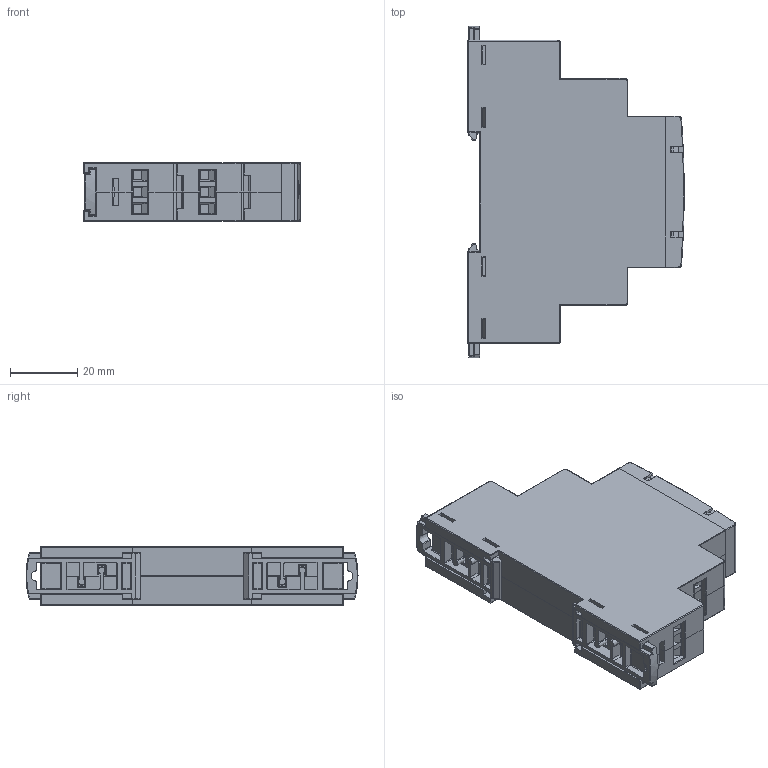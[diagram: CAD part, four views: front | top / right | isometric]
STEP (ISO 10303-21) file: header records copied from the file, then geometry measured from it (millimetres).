
FILE_DESCRIPTION (( 'STEP AP214' ), '1' );
FILE_NAME ('RPC-3MD-UNI.STEP', '2017-07-07T09:21:06', ( '' ), ( '' ), 'SwSTEP 2.0', 'SolidWorks 2017', '' );
FILE_SCHEMA (( 'AUTOMOTIVE_DESIGN' ));
Length unit declared in the file: millimetre
Products named in the file (1): RPC-3MD-UNI
Bounding box: 64.24 x 98.6 x 17.5 mm (x, y, z)
Volume: 25476.2 mm3; surface area: 39964.7 mm2
Topology: 12 solids, 12 shells, 2482 faces, 6529 edges, 4196 vertices
Faces by surface type: plane 1494, cylinder 587, bspline 208, torus 98, cone 51, sphere 44
Entity records: 113409 total; most frequent: CARTESIAN_POINT 26704, ORIENTED_EDGE 13018, DIRECTION 11266, EDGE_CURVE 6509, VECTOR 4478, LINE 4478, VERTEX_POINT 4196, AXIS2_PLACEMENT_3D 3394
